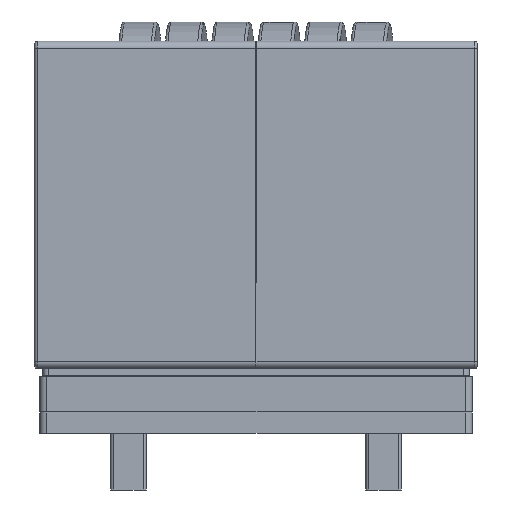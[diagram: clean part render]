
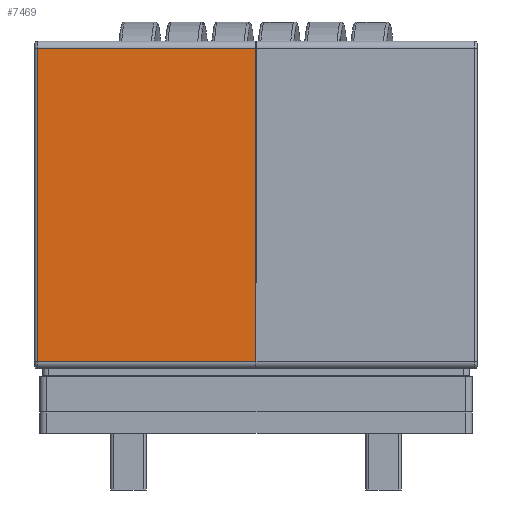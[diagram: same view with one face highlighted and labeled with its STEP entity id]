
A CAD part, left-side view. The second image highlights one B-rep face of the part: STEP entity #7469.
In plain terms, the highlighted face is planar.
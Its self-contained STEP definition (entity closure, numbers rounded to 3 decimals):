
#1207=LINE('',#17547,#1701);
#1211=LINE('',#17567,#1705);
#1212=LINE('',#17569,#1706);
#1213=LINE('',#17571,#1707);
#1701=VECTOR('',#10704,1000.);
#1705=VECTOR('',#10726,1000.);
#1706=VECTOR('',#10727,1000.);
#1707=VECTOR('',#10728,1000.);
#2439=ORIENTED_EDGE('',*,*,#4433,.T.);
#2440=ORIENTED_EDGE('',*,*,#4434,.T.);
#2441=ORIENTED_EDGE('',*,*,#4435,.T.);
#2442=ORIENTED_EDGE('',*,*,#4422,.F.);
#4422=EDGE_CURVE('',#5441,#5442,#1207,.T.);
#4433=EDGE_CURVE('',#5441,#5449,#1211,.F.);
#4434=EDGE_CURVE('',#5449,#5450,#1212,.T.);
#4435=EDGE_CURVE('',#5450,#5442,#1213,.T.);
#5441=VERTEX_POINT('',#17546);
#5442=VERTEX_POINT('',#17548);
#5449=VERTEX_POINT('',#17568);
#5450=VERTEX_POINT('',#17570);
#6243=EDGE_LOOP('',(#2439,#2440,#2441,#2442));
#6737=FACE_BOUND('',#6243,.T.);
#7189=PLANE('',#10052);
#7469=ADVANCED_FACE('',(#6737),#7189,.T.);
#10052=AXIS2_PLACEMENT_3D('',#17566,#10724,#10725);
#10704=DIRECTION('',(0.,-1.,0.));
#10724=DIRECTION('',(1.,0.,0.));
#10725=DIRECTION('',(0.,1.,0.));
#10726=DIRECTION('',(0.,0.,-1.));
#10727=DIRECTION('',(0.,-1.,0.));
#10728=DIRECTION('',(0.,0.,-1.));
#17546=CARTESIAN_POINT('',(16.,11.05,-7.8));
#17547=CARTESIAN_POINT('',(16.,11.55,-7.8));
#17548=CARTESIAN_POINT('',(16.,-11.05,-7.8));
#17566=CARTESIAN_POINT('',(16.,11.55,7.8));
#17567=CARTESIAN_POINT('',(16.,11.05,7.8));
#17568=CARTESIAN_POINT('',(16.,11.05,7.6));
#17569=CARTESIAN_POINT('',(16.,-11.05,7.6));
#17570=CARTESIAN_POINT('',(16.,-11.05,7.6));
#17571=CARTESIAN_POINT('',(16.,-11.05,7.8));
